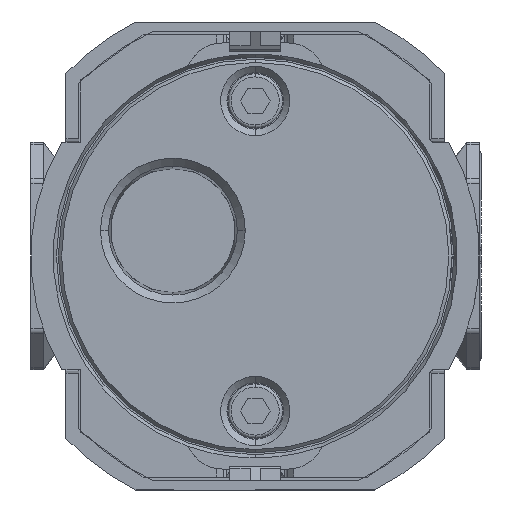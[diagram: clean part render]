
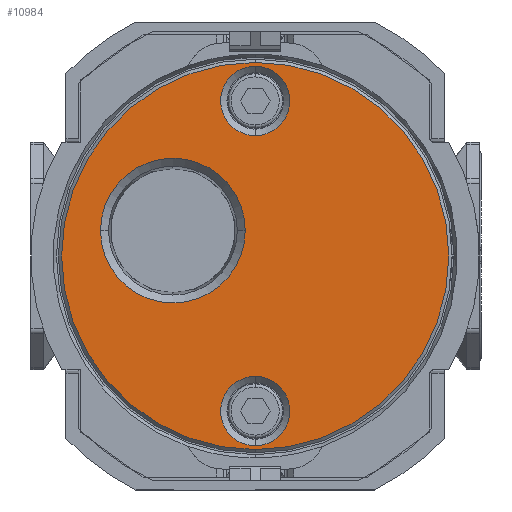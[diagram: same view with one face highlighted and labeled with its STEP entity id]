
A CAD part, front view. The second image highlights one B-rep face of the part: STEP entity #10984.
In plain terms, the highlighted planar face has unit normal (0, -1, 0).
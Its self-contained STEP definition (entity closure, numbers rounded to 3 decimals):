
#202 = AXIS2_PLACEMENT_3D ( 'NONE', #26776, #20694, #5141 ) ;
#435 = ORIENTED_EDGE ( 'NONE', *, *, #15827, .F. ) ;
#523 = EDGE_CURVE ( 'NONE', #4577, #10542, #9034, .T. ) ;
#749 = CARTESIAN_POINT ( 'NONE',  ( 0., -17.5, 30.2 ) ) ;
#807 = DIRECTION ( 'NONE',  ( 0., -1., 0. ) ) ;
#1383 = CARTESIAN_POINT ( 'NONE',  ( 0., -17.5, -24.185 ) ) ;
#1674 = DIRECTION ( 'NONE',  ( 0., 1., 0. ) ) ;
#2046 = EDGE_CURVE ( 'NONE', #23927, #26446, #8280, .T. ) ;
#2389 = EDGE_LOOP ( 'NONE', ( #14169, #3321 ) ) ;
#3321 = ORIENTED_EDGE ( 'NONE', *, *, #23644, .F. ) ;
#4212 = PLANE ( 'NONE',  #20312 ) ;
#4577 = VERTEX_POINT ( 'NONE', #17737 ) ;
#4661 = CARTESIAN_POINT ( 'NONE',  ( 0., -17.5, 24.185 ) ) ;
#4874 = ORIENTED_EDGE ( 'NONE', *, *, #2046, .F. ) ;
#4950 = CARTESIAN_POINT ( 'NONE',  ( 0., -17.5, -30.2 ) ) ;
#5141 = DIRECTION ( 'NONE',  ( 1., 0., 0. ) ) ;
#6181 = FACE_OUTER_BOUND ( 'NONE', #10444, .T. ) ;
#6228 = DIRECTION ( 'NONE',  ( 0., 0., -1. ) ) ;
#6504 = CARTESIAN_POINT ( 'NONE',  ( 0., -17.5, 24.185 ) ) ;
#6841 = CARTESIAN_POINT ( 'NONE',  ( -24.126, -17.5, 3.959 ) ) ;
#7368 = VERTEX_POINT ( 'NONE', #11430 ) ;
#7407 = DIRECTION ( 'NONE',  ( 0., 0., 1. ) ) ;
#7408 = CIRCLE ( 'NONE', #20987, 5.4 ) ;
#8280 = CIRCLE ( 'NONE', #9648, 30.2 ) ;
#8716 = FACE_BOUND ( 'NONE', #2389, .T. ) ;
#8760 = CIRCLE ( 'NONE', #202, 11.288 ) ;
#9034 = CIRCLE ( 'NONE', #27097, 5.4 ) ;
#9188 = AXIS2_PLACEMENT_3D ( 'NONE', #17249, #1674, #27699 ) ;
#9428 = CIRCLE ( 'NONE', #15285, 11.288 ) ;
#9435 = DIRECTION ( 'NONE',  ( 0., 0., -1. ) ) ;
#9648 = AXIS2_PLACEMENT_3D ( 'NONE', #15480, #24396, #7407 ) ;
#9781 = ORIENTED_EDGE ( 'NONE', *, *, #9875, .F. ) ;
#9870 = DIRECTION ( 'NONE',  ( 0., 0., -1. ) ) ;
#9875 = EDGE_CURVE ( 'NONE', #9903, #26517, #9428, .T. ) ;
#9903 = VERTEX_POINT ( 'NONE', #6841 ) ;
#10444 = EDGE_LOOP ( 'NONE', ( #4874, #21258 ) ) ;
#10542 = VERTEX_POINT ( 'NONE', #27430 ) ;
#10882 = DIRECTION ( 'NONE',  ( 0., 0., -1. ) ) ;
#10984 = ADVANCED_FACE ( 'NONE', ( #6181, #8716, #25702, #19058 ), #4212, .F. ) ;
#11430 = CARTESIAN_POINT ( 'NONE',  ( 0., -17.5, 29.585 ) ) ;
#11984 = DIRECTION ( 'NONE',  ( 0., -1., 0. ) ) ;
#12116 = VERTEX_POINT ( 'NONE', #13554 ) ;
#12436 = EDGE_LOOP ( 'NONE', ( #20810, #9781 ) ) ;
#12864 = DIRECTION ( 'NONE',  ( 0., -1., 0. ) ) ;
#13352 = CARTESIAN_POINT ( 'NONE',  ( -12.838, -17.5, 3.959 ) ) ;
#13554 = CARTESIAN_POINT ( 'NONE',  ( 0., -17.5, 18.785 ) ) ;
#13790 = EDGE_CURVE ( 'NONE', #26517, #9903, #8760, .T. ) ;
#13857 = EDGE_CURVE ( 'NONE', #7368, #12116, #7408, .T. ) ;
#14151 = CIRCLE ( 'NONE', #9188, 30.2 ) ;
#14169 = ORIENTED_EDGE ( 'NONE', *, *, #523, .F. ) ;
#14684 = AXIS2_PLACEMENT_3D ( 'NONE', #4661, #12864, #10882 ) ;
#14756 = CIRCLE ( 'NONE', #18374, 5.4 ) ;
#15285 = AXIS2_PLACEMENT_3D ( 'NONE', #13352, #23834, #24108 ) ;
#15480 = CARTESIAN_POINT ( 'NONE',  ( 0., -17.5, 0. ) ) ;
#15826 = CARTESIAN_POINT ( 'NONE',  ( -1.551, -17.5, 3.959 ) ) ;
#15827 = EDGE_CURVE ( 'NONE', #12116, #7368, #27792, .T. ) ;
#16715 = ORIENTED_EDGE ( 'NONE', *, *, #13857, .F. ) ;
#17232 = DIRECTION ( 'NONE',  ( 0., 0., 1. ) ) ;
#17249 = CARTESIAN_POINT ( 'NONE',  ( 0., -17.5, 0. ) ) ;
#17737 = CARTESIAN_POINT ( 'NONE',  ( 0., -17.5, -29.585 ) ) ;
#18067 = CARTESIAN_POINT ( 'NONE',  ( 0., -17.5, -24.185 ) ) ;
#18374 = AXIS2_PLACEMENT_3D ( 'NONE', #18067, #807, #9435 ) ;
#19058 = FACE_BOUND ( 'NONE', #12436, .T. ) ;
#20312 = AXIS2_PLACEMENT_3D ( 'NONE', #27677, #23452, #17232 ) ;
#20694 = DIRECTION ( 'NONE',  ( 0., -1., 0. ) ) ;
#20810 = ORIENTED_EDGE ( 'NONE', *, *, #13790, .F. ) ;
#20987 = AXIS2_PLACEMENT_3D ( 'NONE', #6504, #23918, #6228 ) ;
#21258 = ORIENTED_EDGE ( 'NONE', *, *, #21574, .F. ) ;
#21574 = EDGE_CURVE ( 'NONE', #26446, #23927, #14151, .T. ) ;
#23452 = DIRECTION ( 'NONE',  ( 0., 1., 0. ) ) ;
#23644 = EDGE_CURVE ( 'NONE', #10542, #4577, #14756, .T. ) ;
#23834 = DIRECTION ( 'NONE',  ( 0., -1., 0. ) ) ;
#23918 = DIRECTION ( 'NONE',  ( 0., -1., 0. ) ) ;
#23927 = VERTEX_POINT ( 'NONE', #749 ) ;
#24108 = DIRECTION ( 'NONE',  ( 1., 0., 0. ) ) ;
#24396 = DIRECTION ( 'NONE',  ( 0., 1., 0. ) ) ;
#24795 = EDGE_LOOP ( 'NONE', ( #435, #16715 ) ) ;
#25702 = FACE_BOUND ( 'NONE', #24795, .T. ) ;
#26446 = VERTEX_POINT ( 'NONE', #4950 ) ;
#26517 = VERTEX_POINT ( 'NONE', #15826 ) ;
#26776 = CARTESIAN_POINT ( 'NONE',  ( -12.838, -17.5, 3.959 ) ) ;
#27097 = AXIS2_PLACEMENT_3D ( 'NONE', #1383, #11984, #9870 ) ;
#27430 = CARTESIAN_POINT ( 'NONE',  ( 0., -17.5, -18.785 ) ) ;
#27677 = CARTESIAN_POINT ( 'NONE',  ( 30.2, -17.5, 0. ) ) ;
#27699 = DIRECTION ( 'NONE',  ( 0., 0., 1. ) ) ;
#27792 = CIRCLE ( 'NONE', #14684, 5.4 ) ;
